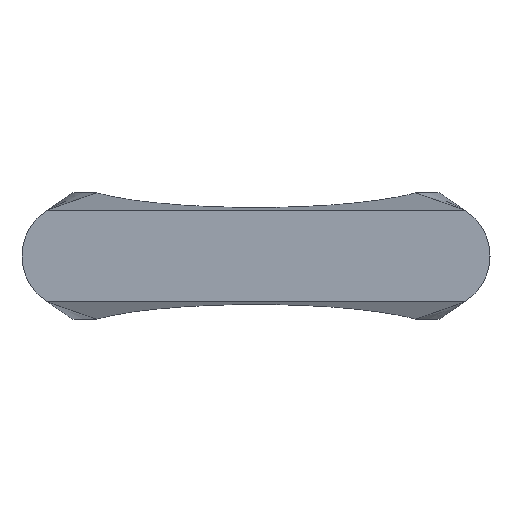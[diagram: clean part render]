
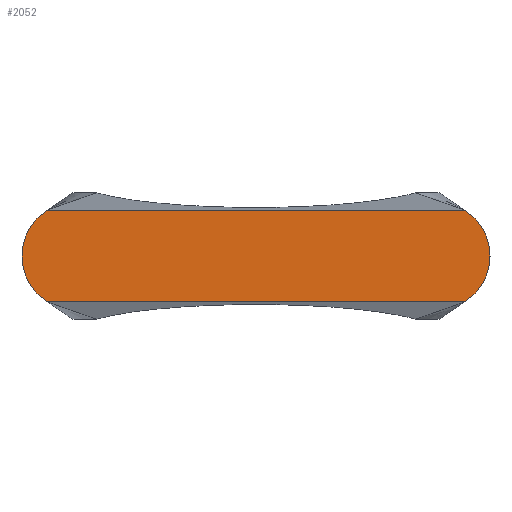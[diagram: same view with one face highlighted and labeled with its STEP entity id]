
A CAD part, front view. The second image highlights one B-rep face of the part: STEP entity #2052.
In plain terms, the highlighted planar face has unit normal (0, -1, 0).
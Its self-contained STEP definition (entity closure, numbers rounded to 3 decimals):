
#26 = DIRECTION ( 'NONE',  ( 0., -1., 0. ) ) ;
#102 = DIRECTION ( 'NONE',  ( 0., -1., 0. ) ) ;
#198 = DIRECTION ( 'NONE',  ( 1., 0., 0. ) ) ;
#340 = VERTEX_POINT ( 'NONE', #1253 ) ;
#581 = CARTESIAN_POINT ( 'NONE',  ( -57.747, -87.325, -12.7 ) ) ;
#827 = EDGE_CURVE ( 'NONE', #3560, #3298, #1473, .T. ) ;
#1069 = CARTESIAN_POINT ( 'NONE',  ( 57.747, -87.325, 12.7 ) ) ;
#1253 = CARTESIAN_POINT ( 'NONE',  ( -57.747, -87.325, 12.7 ) ) ;
#1427 = EDGE_LOOP ( 'NONE', ( #5869, #2222, #5432, #7050 ) ) ;
#1473 = CIRCLE ( 'NONE', #5849, 14.994 ) ;
#1629 = LINE ( 'NONE', #6271, #4519 ) ;
#1911 = AXIS2_PLACEMENT_3D ( 'NONE', #3533, #26, #4110 ) ;
#2052 = ADVANCED_FACE ( 'NONE', ( #4603 ), #7453, .T. ) ;
#2222 = ORIENTED_EDGE ( 'NONE', *, *, #4299, .T. ) ;
#2326 = CARTESIAN_POINT ( 'NONE',  ( 49.776, -87.325, 0. ) ) ;
#2428 = CARTESIAN_POINT ( 'NONE',  ( 49.776, -87.325, 0. ) ) ;
#2720 = CARTESIAN_POINT ( 'NONE',  ( -57.747, -87.325, -12.7 ) ) ;
#2872 = DIRECTION ( 'NONE',  ( -1., 0., 0. ) ) ;
#2904 = DIRECTION ( 'NONE',  ( 1., 0., 0. ) ) ;
#2959 = CARTESIAN_POINT ( 'NONE',  ( 57.747, -87.325, -12.7 ) ) ;
#3176 = EDGE_CURVE ( 'NONE', #5776, #3560, #7206, .T. ) ;
#3298 = VERTEX_POINT ( 'NONE', #1069 ) ;
#3533 = CARTESIAN_POINT ( 'NONE',  ( -49.776, -87.325, 0. ) ) ;
#3560 = VERTEX_POINT ( 'NONE', #2959 ) ;
#3650 = DIRECTION ( 'NONE',  ( 1., 0., 0. ) ) ;
#4110 = DIRECTION ( 'NONE',  ( 1., 0., 0. ) ) ;
#4299 = EDGE_CURVE ( 'NONE', #3298, #340, #1629, .T. ) ;
#4351 = VECTOR ( 'NONE', #198, 1000. ) ;
#4519 = VECTOR ( 'NONE', #2872, 1000. ) ;
#4603 = FACE_OUTER_BOUND ( 'NONE', #1427, .T. ) ;
#5432 = ORIENTED_EDGE ( 'NONE', *, *, #5463, .T. ) ;
#5463 = EDGE_CURVE ( 'NONE', #340, #5776, #5907, .T. ) ;
#5776 = VERTEX_POINT ( 'NONE', #2720 ) ;
#5849 = AXIS2_PLACEMENT_3D ( 'NONE', #2428, #102, #3650 ) ;
#5869 = ORIENTED_EDGE ( 'NONE', *, *, #827, .T. ) ;
#5907 = CIRCLE ( 'NONE', #1911, 14.994 ) ;
#6271 = CARTESIAN_POINT ( 'NONE',  ( 57.747, -87.325, 12.7 ) ) ;
#6285 = AXIS2_PLACEMENT_3D ( 'NONE', #2326, #6303, #2904 ) ;
#6303 = DIRECTION ( 'NONE',  ( 0., -1., 0. ) ) ;
#7050 = ORIENTED_EDGE ( 'NONE', *, *, #3176, .T. ) ;
#7206 = LINE ( 'NONE', #581, #4351 ) ;
#7453 = PLANE ( 'NONE',  #6285 ) ;
